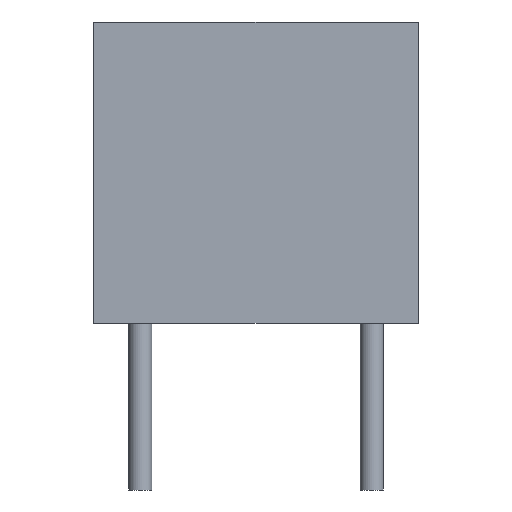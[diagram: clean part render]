
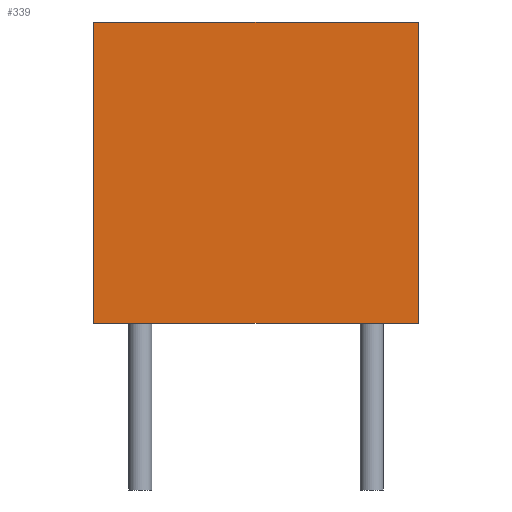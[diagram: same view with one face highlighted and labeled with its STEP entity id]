
A CAD part, front view. The second image highlights one B-rep face of the part: STEP entity #339.
In plain terms, the highlighted planar face has unit normal (0, -1, 0).
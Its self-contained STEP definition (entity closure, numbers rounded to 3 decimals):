
#4 = CARTESIAN_POINT ( 'NONE',  ( -3.5, -1.25, 6.5 ) ) ;
#13 = EDGE_CURVE ( 'NONE', #366, #157, #122, .T. ) ;
#41 = DIRECTION ( 'NONE',  ( 1., 0., 0. ) ) ;
#70 = EDGE_CURVE ( 'NONE', #475, #133, #362, .T. ) ;
#74 = CARTESIAN_POINT ( 'NONE',  ( -3.5, -1.25, 6.5 ) ) ;
#76 = CARTESIAN_POINT ( 'NONE',  ( -3.5, -1.25, 6.5 ) ) ;
#87 = EDGE_CURVE ( 'NONE', #475, #366, #456, .T. ) ;
#88 = DIRECTION ( 'NONE',  ( 0., 0., 1. ) ) ;
#104 = VECTOR ( 'NONE', #41, 1000. ) ;
#122 = LINE ( 'NONE', #542, #104 ) ;
#128 = PLANE ( 'NONE',  #291 ) ;
#133 = VERTEX_POINT ( 'NONE', #296 ) ;
#149 = ORIENTED_EDGE ( 'NONE', *, *, #70, .F. ) ;
#157 = VERTEX_POINT ( 'NONE', #165 ) ;
#165 = CARTESIAN_POINT ( 'NONE',  ( 3.5, -1.25, 0. ) ) ;
#205 = VECTOR ( 'NONE', #399, 1000. ) ;
#216 = VECTOR ( 'NONE', #371, 1000. ) ;
#255 = FACE_OUTER_BOUND ( 'NONE', #419, .T. ) ;
#259 = DIRECTION ( 'NONE',  ( 0., 0., -1. ) ) ;
#282 = CARTESIAN_POINT ( 'NONE',  ( -3.5, -1.25, 0. ) ) ;
#291 = AXIS2_PLACEMENT_3D ( 'NONE', #4, #299, #88 ) ;
#296 = CARTESIAN_POINT ( 'NONE',  ( 3.5, -1.25, 6.5 ) ) ;
#299 = DIRECTION ( 'NONE',  ( 0., 1., 0. ) ) ;
#305 = ORIENTED_EDGE ( 'NONE', *, *, #13, .T. ) ;
#339 = ADVANCED_FACE ( 'NONE', ( #255 ), #128, .F. ) ;
#362 = LINE ( 'NONE', #373, #216 ) ;
#366 = VERTEX_POINT ( 'NONE', #282 ) ;
#368 = LINE ( 'NONE', #397, #205 ) ;
#371 = DIRECTION ( 'NONE',  ( 1., 0., 0. ) ) ;
#373 = CARTESIAN_POINT ( 'NONE',  ( -3.5, -1.25, 6.5 ) ) ;
#397 = CARTESIAN_POINT ( 'NONE',  ( 3.5, -1.25, 6.5 ) ) ;
#399 = DIRECTION ( 'NONE',  ( 0., 0., -1. ) ) ;
#419 = EDGE_LOOP ( 'NONE', ( #305, #473, #149, #519 ) ) ;
#430 = VECTOR ( 'NONE', #259, 1000. ) ;
#456 = LINE ( 'NONE', #76, #430 ) ;
#473 = ORIENTED_EDGE ( 'NONE', *, *, #521, .F. ) ;
#475 = VERTEX_POINT ( 'NONE', #74 ) ;
#519 = ORIENTED_EDGE ( 'NONE', *, *, #87, .T. ) ;
#521 = EDGE_CURVE ( 'NONE', #133, #157, #368, .T. ) ;
#542 = CARTESIAN_POINT ( 'NONE',  ( -3.5, -1.25, 0. ) ) ;
